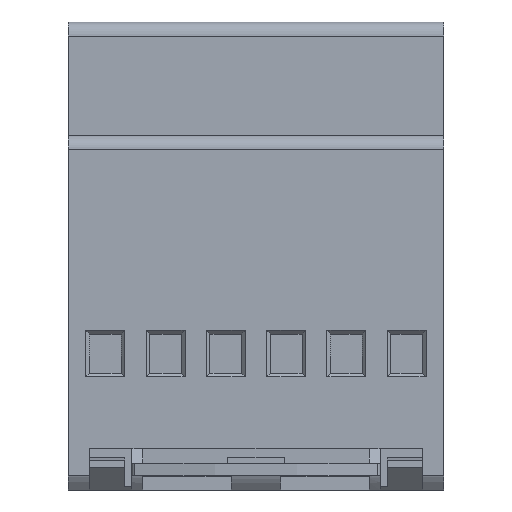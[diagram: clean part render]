
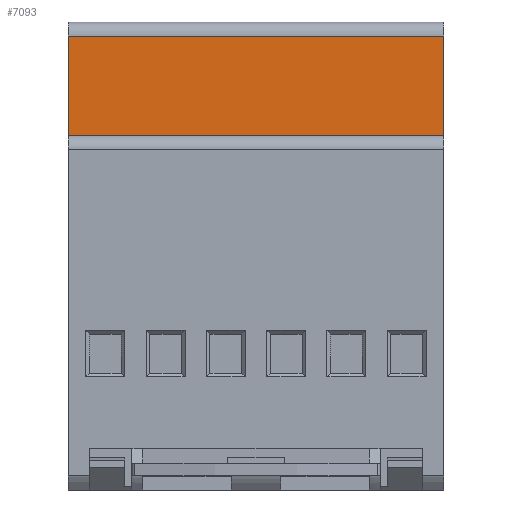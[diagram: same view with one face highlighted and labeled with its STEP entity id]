
A CAD part, front view. The second image highlights one B-rep face of the part: STEP entity #7093.
In plain terms, the highlighted planar face has unit normal (0, -1, 0).
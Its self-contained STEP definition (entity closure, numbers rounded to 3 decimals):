
#88 = VERTEX_POINT ( 'NONE', #3567 ) ;
#561 = DIRECTION ( 'NONE',  ( -1., 0., 0. ) ) ;
#1143 = VERTEX_POINT ( 'NONE', #8227 ) ;
#1404 = LINE ( 'NONE', #5194, #4402 ) ;
#1440 = CARTESIAN_POINT ( 'NONE',  ( 53., 19., 50. ) ) ;
#1497 = FACE_OUTER_BOUND ( 'NONE', #7890, .T. ) ;
#1885 = ORIENTED_EDGE ( 'NONE', *, *, #9450, .F. ) ;
#3050 = EDGE_CURVE ( 'NONE', #3838, #9709, #1404, .T. ) ;
#3567 = CARTESIAN_POINT ( 'NONE',  ( 53., 19., 50. ) ) ;
#3838 = VERTEX_POINT ( 'NONE', #7881 ) ;
#4248 = LINE ( 'NONE', #6825, #5099 ) ;
#4402 = VECTOR ( 'NONE', #561, 1000. ) ;
#4437 = EDGE_CURVE ( 'NONE', #9709, #1143, #4248, .T. ) ;
#5017 = LINE ( 'NONE', #11643, #7381 ) ;
#5099 = VECTOR ( 'NONE', #11503, 1000. ) ;
#5194 = CARTESIAN_POINT ( 'NONE',  ( 53., 19., 64. ) ) ;
#5882 = AXIS2_PLACEMENT_3D ( 'NONE', #1440, #8760, #6024 ) ;
#6024 = DIRECTION ( 'NONE',  ( 0., 0., 1. ) ) ;
#6707 = ORIENTED_EDGE ( 'NONE', *, *, #9652, .F. ) ;
#6825 = CARTESIAN_POINT ( 'NONE',  ( 0., 19., 50. ) ) ;
#7025 = PLANE ( 'NONE',  #5882 ) ;
#7093 = ADVANCED_FACE ( 'NONE', ( #1497 ), #7025, .F. ) ;
#7381 = VECTOR ( 'NONE', #9880, 1000. ) ;
#7410 = CARTESIAN_POINT ( 'NONE',  ( 0., 19., 64. ) ) ;
#7881 = CARTESIAN_POINT ( 'NONE',  ( 53., 19., 64. ) ) ;
#7890 = EDGE_LOOP ( 'NONE', ( #9084, #6707, #1885, #10202 ) ) ;
#8227 = CARTESIAN_POINT ( 'NONE',  ( 0., 19., 50. ) ) ;
#8331 = DIRECTION ( 'NONE',  ( -1., 0., 0. ) ) ;
#8760 = DIRECTION ( 'NONE',  ( 0., 1., 0. ) ) ;
#8796 = LINE ( 'NONE', #9251, #9071 ) ;
#9071 = VECTOR ( 'NONE', #8331, 1000. ) ;
#9084 = ORIENTED_EDGE ( 'NONE', *, *, #4437, .T. ) ;
#9251 = CARTESIAN_POINT ( 'NONE',  ( 53., 19., 50. ) ) ;
#9450 = EDGE_CURVE ( 'NONE', #3838, #88, #5017, .T. ) ;
#9652 = EDGE_CURVE ( 'NONE', #88, #1143, #8796, .T. ) ;
#9709 = VERTEX_POINT ( 'NONE', #7410 ) ;
#9880 = DIRECTION ( 'NONE',  ( 0., 0., -1. ) ) ;
#10202 = ORIENTED_EDGE ( 'NONE', *, *, #3050, .T. ) ;
#11503 = DIRECTION ( 'NONE',  ( 0., 0., -1. ) ) ;
#11643 = CARTESIAN_POINT ( 'NONE',  ( 53., 19., 50. ) ) ;
